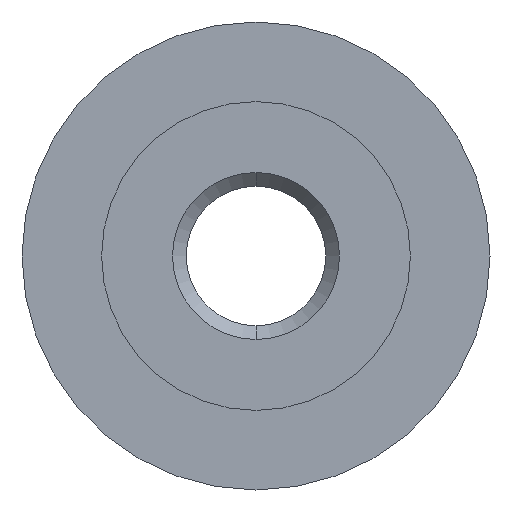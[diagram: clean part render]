
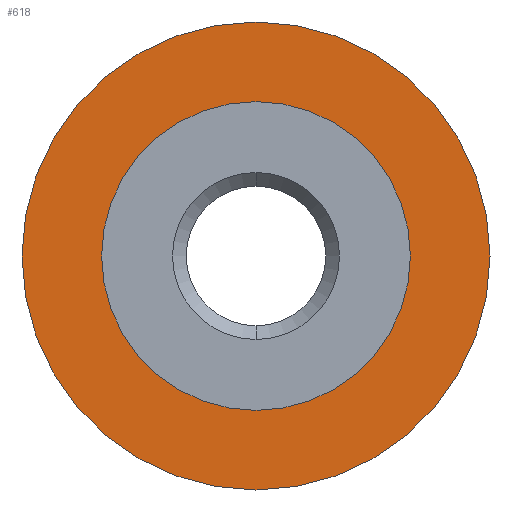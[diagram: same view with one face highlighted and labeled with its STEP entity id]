
A CAD part, left-side view. The second image highlights one B-rep face of the part: STEP entity #618.
In plain terms, the highlighted planar face has unit normal (-1, 0, 0).
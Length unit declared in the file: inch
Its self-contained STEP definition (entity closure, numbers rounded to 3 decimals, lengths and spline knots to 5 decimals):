
#16 = VERTEX_POINT ( 'NONE', #206 ) ;
#27 = ORIENTED_EDGE ( 'NONE', *, *, #248, .T. ) ;
#57 = AXIS2_PLACEMENT_3D ( 'NONE', #356, #510, #60 ) ;
#60 = DIRECTION ( 'NONE',  ( 0., 0., -1. ) ) ;
#66 = EDGE_CURVE ( 'NONE', #600, #138, #200, .T. ) ;
#67 = DIRECTION ( 'NONE',  ( -1., 0., 0. ) ) ;
#81 = EDGE_LOOP ( 'NONE', ( #661, #276 ) ) ;
#117 = EDGE_CURVE ( 'NONE', #16, #327, #232, .T. ) ;
#138 = VERTEX_POINT ( 'NONE', #230 ) ;
#139 = AXIS2_PLACEMENT_3D ( 'NONE', #430, #166, #534 ) ;
#153 = FACE_OUTER_BOUND ( 'NONE', #300, .T. ) ;
#162 = CARTESIAN_POINT ( 'NONE',  ( 0., 0., 0. ) ) ;
#166 = DIRECTION ( 'NONE',  ( -1., 0., 0. ) ) ;
#179 = AXIS2_PLACEMENT_3D ( 'NONE', #359, #67, #409 ) ;
#200 = CIRCLE ( 'NONE', #179, 0.785 ) ;
#206 = CARTESIAN_POINT ( 'NONE',  ( 0., 0., -0.518 ) ) ;
#230 = CARTESIAN_POINT ( 'NONE',  ( 0., 0., -0.785 ) ) ;
#232 = CIRCLE ( 'NONE', #611, 0.518 ) ;
#233 = EDGE_CURVE ( 'NONE', #327, #16, #463, .T. ) ;
#236 = DIRECTION ( 'NONE',  ( 0., 0., 1. ) ) ;
#237 = CARTESIAN_POINT ( 'NONE',  ( 0., 0., 0.518 ) ) ;
#239 = ORIENTED_EDGE ( 'NONE', *, *, #66, .T. ) ;
#248 = EDGE_CURVE ( 'NONE', #138, #600, #635, .T. ) ;
#251 = DIRECTION ( 'NONE',  ( 0., 0., 1. ) ) ;
#276 = ORIENTED_EDGE ( 'NONE', *, *, #117, .F. ) ;
#299 = CARTESIAN_POINT ( 'NONE',  ( 0., 0., 0.785 ) ) ;
#300 = EDGE_LOOP ( 'NONE', ( #239, #27 ) ) ;
#327 = VERTEX_POINT ( 'NONE', #237 ) ;
#343 = DIRECTION ( 'NONE',  ( -1., 0., 0. ) ) ;
#347 = FACE_BOUND ( 'NONE', #81, .T. ) ;
#356 = CARTESIAN_POINT ( 'NONE',  ( 0., 0.518, 0. ) ) ;
#359 = CARTESIAN_POINT ( 'NONE',  ( 0., 0., 0. ) ) ;
#398 = PLANE ( 'NONE',  #57 ) ;
#409 = DIRECTION ( 'NONE',  ( 0., 0., 1. ) ) ;
#430 = CARTESIAN_POINT ( 'NONE',  ( 0., 0., 0. ) ) ;
#463 = CIRCLE ( 'NONE', #550, 0.518 ) ;
#493 = DIRECTION ( 'NONE',  ( -1., 0., 0. ) ) ;
#510 = DIRECTION ( 'NONE',  ( 1., 0., 0. ) ) ;
#534 = DIRECTION ( 'NONE',  ( 0., 0., 1. ) ) ;
#547 = CARTESIAN_POINT ( 'NONE',  ( 0., 0., 0. ) ) ;
#550 = AXIS2_PLACEMENT_3D ( 'NONE', #162, #343, #251 ) ;
#600 = VERTEX_POINT ( 'NONE', #299 ) ;
#611 = AXIS2_PLACEMENT_3D ( 'NONE', #547, #493, #236 ) ;
#618 = ADVANCED_FACE ( 'NONE', ( #347, #153 ), #398, .F. ) ;
#635 = CIRCLE ( 'NONE', #139, 0.785 ) ;
#661 = ORIENTED_EDGE ( 'NONE', *, *, #233, .F. ) ;
